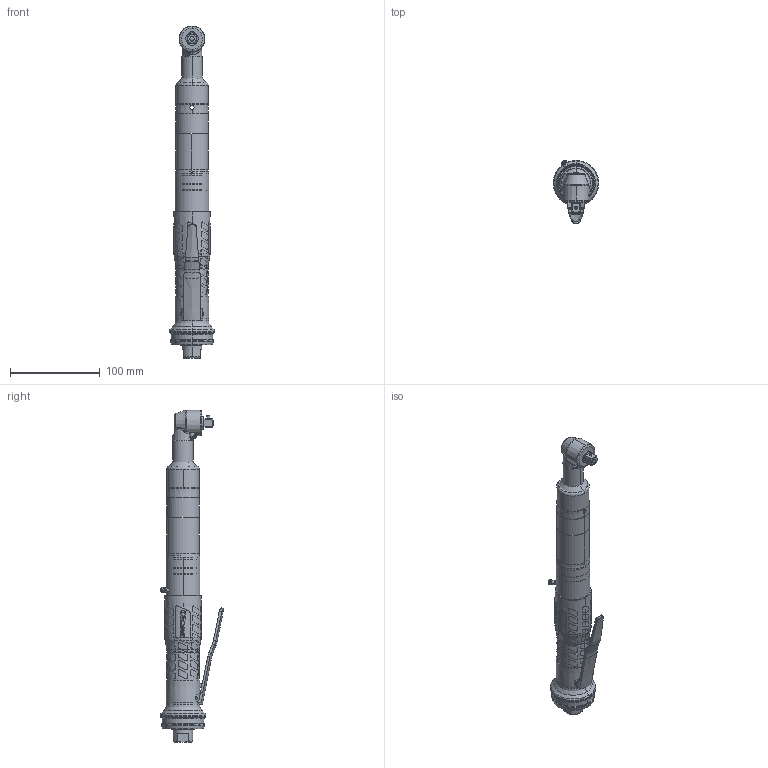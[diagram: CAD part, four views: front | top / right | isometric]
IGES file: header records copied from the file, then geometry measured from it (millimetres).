
Start section:  PTC IGES file: 34raa15am3_sw.igs
Global section: file name: 34raa15am3_sw.igs; native system: Pro/ENGINEER by Parametric Technology Corporation; preprocessor: 2006140; author: BBFF4; organization: Unknown; date: 20090122.140003; units: inch
Bounding box: 50.8 x 70.83 x 370.29 mm (x, y, z)
Surface area: 72706.9 mm2 (no closed solid volume)
Topology: 0 solids, 0 shells, 382 faces, 2408 edges, 2404 vertices
Faces by surface type: revolution 273, bspline 106, extrusion 3
